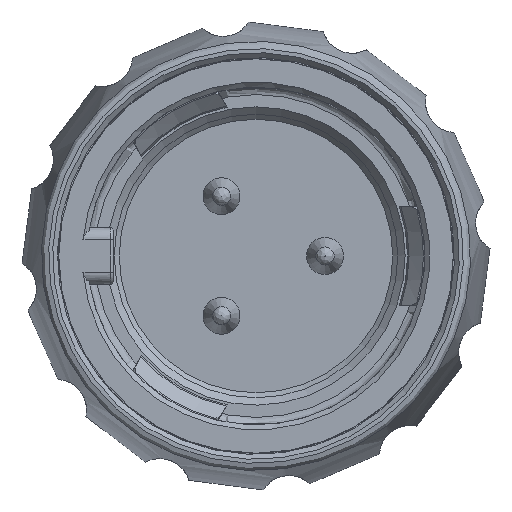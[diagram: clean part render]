
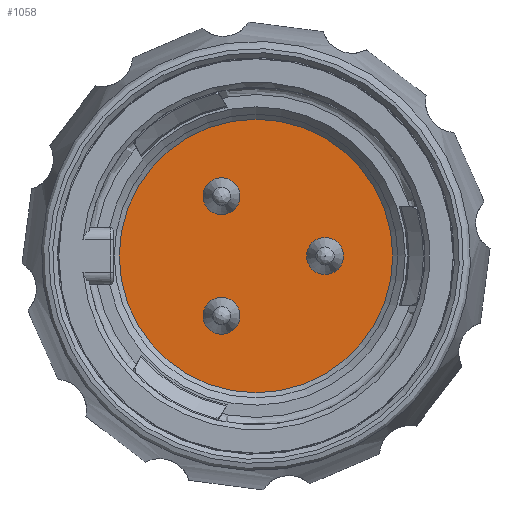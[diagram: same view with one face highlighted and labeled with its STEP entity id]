
A CAD part, left-side view. The second image highlights one B-rep face of the part: STEP entity #1058.
In plain terms, the highlighted planar face has unit normal (-1, 0, 0).
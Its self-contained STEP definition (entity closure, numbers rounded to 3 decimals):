
#204=PLANE('',#4716);
#1058=ADVANCED_FACE('',(#1500,#1501,#1502,#1503),#204,.F.);
#1500=FACE_BOUND('',#1818,.T.);
#1501=FACE_BOUND('',#1819,.T.);
#1502=FACE_BOUND('',#1820,.T.);
#1503=FACE_BOUND('',#1821,.T.);
#1818=EDGE_LOOP('',(#3068));
#1819=EDGE_LOOP('',(#3069));
#1820=EDGE_LOOP('',(#3070));
#1821=EDGE_LOOP('',(#3071));
#3068=ORIENTED_EDGE('',*,*,#4116,.T.);
#3069=ORIENTED_EDGE('',*,*,#4117,.T.);
#3070=ORIENTED_EDGE('',*,*,#4118,.T.);
#3071=ORIENTED_EDGE('',*,*,#4005,.T.);
#3476=VERTEX_POINT('',#9633);
#3491=VERTEX_POINT('',#10492);
#3492=VERTEX_POINT('',#10494);
#3493=VERTEX_POINT('',#10496);
#4005=EDGE_CURVE('',#3476,#3476,#4235,.T.);
#4116=EDGE_CURVE('',#3491,#3491,#4298,.T.);
#4117=EDGE_CURVE('',#3492,#3492,#4299,.T.);
#4118=EDGE_CURVE('',#3493,#3493,#4300,.T.);
#4235=CIRCLE('',#4565,5.55);
#4298=CIRCLE('',#4713,0.75);
#4299=CIRCLE('',#4714,0.75);
#4300=CIRCLE('',#4715,0.75);
#4565=AXIS2_PLACEMENT_3D('',#9632,#5414,#5415);
#4713=AXIS2_PLACEMENT_3D('',#10491,#5725,#5726);
#4714=AXIS2_PLACEMENT_3D('',#10493,#5727,#5728);
#4715=AXIS2_PLACEMENT_3D('',#10495,#5729,#5730);
#4716=AXIS2_PLACEMENT_3D('',#10497,#5731,#5732);
#5414=DIRECTION('',(-1.,0.,0.));
#5415=DIRECTION('',(0.,0.,-1.));
#5725=DIRECTION('',(1.,0.,0.));
#5726=DIRECTION('',(0.,0.,-1.));
#5727=DIRECTION('',(1.,0.,0.));
#5728=DIRECTION('',(0.,0.,-1.));
#5729=DIRECTION('',(1.,0.,0.));
#5730=DIRECTION('',(0.,0.,-1.));
#5731=DIRECTION('',(1.,0.,0.));
#5732=DIRECTION('',(0.,0.,-1.));
#9632=CARTESIAN_POINT('',(10.4,0.,0.));
#9633=CARTESIAN_POINT('',(10.4,0.,-5.55));
#10491=CARTESIAN_POINT('',(10.4,-2.8,0.));
#10492=CARTESIAN_POINT('',(10.4,-2.8,-0.75));
#10493=CARTESIAN_POINT('',(10.4,1.4,-2.425));
#10494=CARTESIAN_POINT('',(10.4,1.4,-3.175));
#10495=CARTESIAN_POINT('',(10.4,1.4,2.425));
#10496=CARTESIAN_POINT('',(10.4,1.4,1.675));
#10497=CARTESIAN_POINT('',(10.4,0.,0.));
